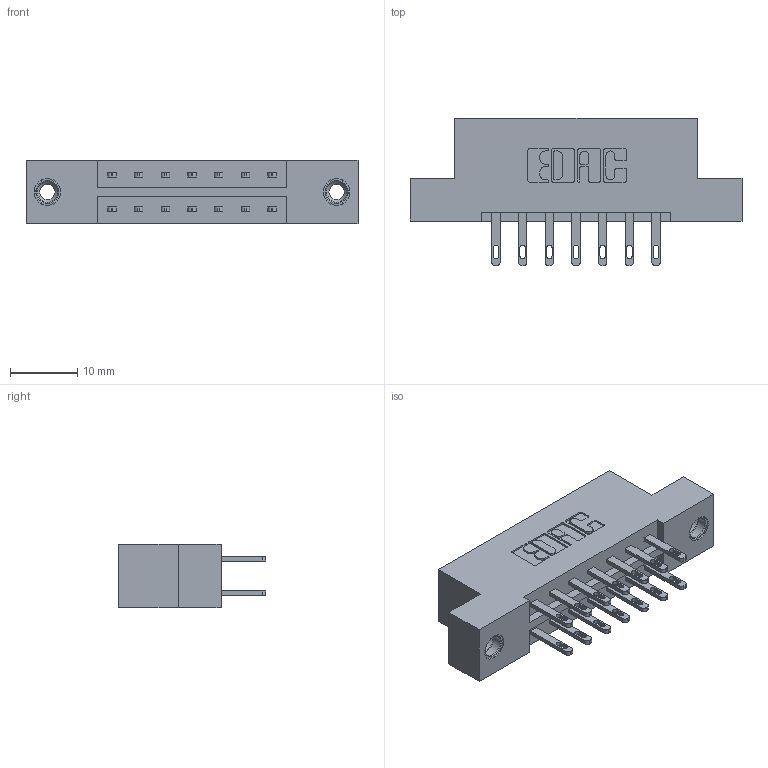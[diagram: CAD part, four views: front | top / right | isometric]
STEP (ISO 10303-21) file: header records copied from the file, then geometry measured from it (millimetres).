
FILE_DESCRIPTION (( 'STEP AP203' ), '1' );
FILE_NAME ('333-014-500-208.STEP', '2018-08-01T01:48:17', ( '' ), ( '' ), 'SwSTEP 2.0', 'SolidWorks 2016', '' );
FILE_SCHEMA (( 'CONFIG_CONTROL_DESIGN' ));
Length unit declared in the file: inch
Products named in the file (4): 333 Part_Flush - .156 Dia - TI; 345-292-001_345-293-100; 345-250-001_345-250-003-102; 333-014-500-208
Assembly tree (17 placements, depth 2):
  333-014-500-208
    333 Part_Flush - .156 Dia - TI
    345-292-001_345-293-100  x14
    345-250-001_345-250-003-102  x2
Bounding box: 49.28 x 21.85 x 9.4 mm (x, y, z)
Volume: 4739.8 mm3; surface area: 5403.3 mm2
Topology: 17 solids, 17 shells, 846 faces, 2505 edges, 1662 vertices
Faces by surface type: plane 522, cylinder 308, cone 12, torus 4
Entity records: 10146 total; most frequent: CARTESIAN_POINT 1705, ORIENTED_EDGE 1634, DIRECTION 1551, EDGE_CURVE 817, LINE 665, VECTOR 665, VERTEX_POINT 540, AXIS2_PLACEMENT_3D 443
